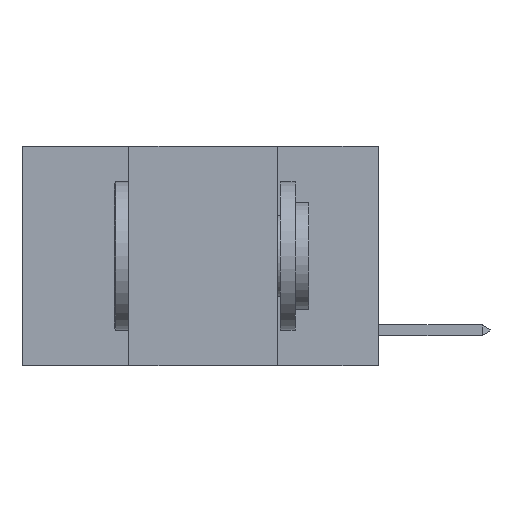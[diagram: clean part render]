
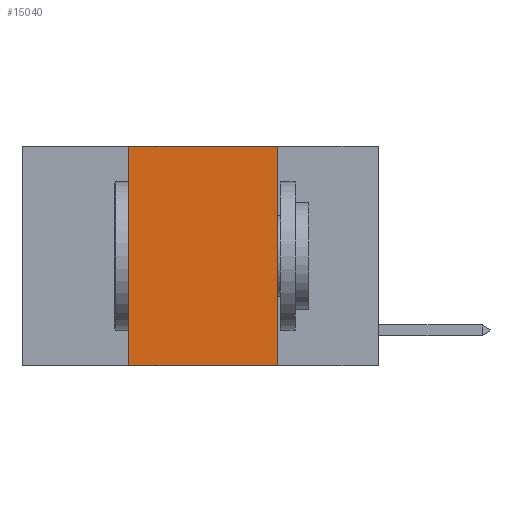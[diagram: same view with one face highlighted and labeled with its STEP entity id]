
A CAD part, left-side view. The second image highlights one B-rep face of the part: STEP entity #15040.
In plain terms, the highlighted planar face has unit normal (-1, 0, 0).
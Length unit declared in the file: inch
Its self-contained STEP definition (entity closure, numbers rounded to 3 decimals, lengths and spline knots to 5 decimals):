
#29 = CARTESIAN_POINT ( 'NONE',  ( 0., 0.42, 0. ) ) ;
#312 = DIRECTION ( 'NONE',  ( 0., 0., -1. ) ) ;
#516 = AXIS2_PLACEMENT_3D ( 'NONE', #9440, #9768, #2036 ) ;
#1119 = VERTEX_POINT ( 'NONE', #29 ) ;
#1724 = VERTEX_POINT ( 'NONE', #13191 ) ;
#1947 = FACE_OUTER_BOUND ( 'NONE', #5104, .T. ) ;
#2036 = DIRECTION ( 'NONE',  ( 0., 0., -1. ) ) ;
#2202 = EDGE_CURVE ( 'NONE', #5223, #1119, #14029, .T. ) ;
#3938 = VECTOR ( 'NONE', #8998, 39.37008 ) ;
#4785 = VECTOR ( 'NONE', #312, 39.37008 ) ;
#4830 = LINE ( 'NONE', #8625, #8862 ) ;
#5104 = EDGE_LOOP ( 'NONE', ( #13104, #12630, #12518, #13047 ) ) ;
#5223 = VERTEX_POINT ( 'NONE', #7511 ) ;
#7397 = CARTESIAN_POINT ( 'NONE',  ( 0., 0.42, 0. ) ) ;
#7511 = CARTESIAN_POINT ( 'NONE',  ( 0., 0.42, -0.37 ) ) ;
#8609 = CARTESIAN_POINT ( 'NONE',  ( 0., 0.6, 0. ) ) ;
#8625 = CARTESIAN_POINT ( 'NONE',  ( 0., 0.6, -0.37 ) ) ;
#8862 = VECTOR ( 'NONE', #12442, 39.37008 ) ;
#8998 = DIRECTION ( 'NONE',  ( 0., 0., 1. ) ) ;
#9440 = CARTESIAN_POINT ( 'NONE',  ( 0., 0.6, 0. ) ) ;
#9768 = DIRECTION ( 'NONE',  ( 1., 0., 0. ) ) ;
#10878 = PLANE ( 'NONE',  #516 ) ;
#12351 = CARTESIAN_POINT ( 'NONE',  ( 0., 0.17, 0. ) ) ;
#12442 = DIRECTION ( 'NONE',  ( 0., -1., 0. ) ) ;
#12518 = ORIENTED_EDGE ( 'NONE', *, *, #2202, .F. ) ;
#12602 = EDGE_CURVE ( 'NONE', #16611, #1724, #15695, .T. ) ;
#12630 = ORIENTED_EDGE ( 'NONE', *, *, #14761, .F. ) ;
#13047 = ORIENTED_EDGE ( 'NONE', *, *, #16060, .T. ) ;
#13104 = ORIENTED_EDGE ( 'NONE', *, *, #12602, .F. ) ;
#13191 = CARTESIAN_POINT ( 'NONE',  ( 0., 0.17, -0.37 ) ) ;
#14029 = LINE ( 'NONE', #7397, #3938 ) ;
#14265 = CARTESIAN_POINT ( 'NONE',  ( 0., 0.17, 0. ) ) ;
#14761 = EDGE_CURVE ( 'NONE', #1119, #16611, #16346, .T. ) ;
#15040 = ADVANCED_FACE ( 'NONE', ( #1947 ), #10878, .F. ) ;
#15316 = DIRECTION ( 'NONE',  ( 0., -1., 0. ) ) ;
#15695 = LINE ( 'NONE', #14265, #4785 ) ;
#16060 = EDGE_CURVE ( 'NONE', #5223, #1724, #4830, .T. ) ;
#16346 = LINE ( 'NONE', #8609, #16708 ) ;
#16611 = VERTEX_POINT ( 'NONE', #12351 ) ;
#16708 = VECTOR ( 'NONE', #15316, 39.37008 ) ;
